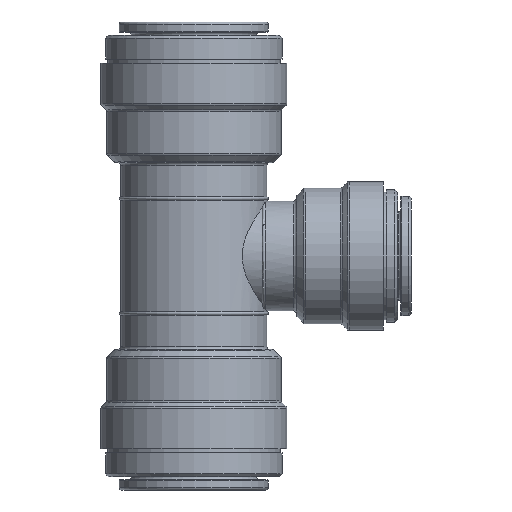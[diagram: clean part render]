
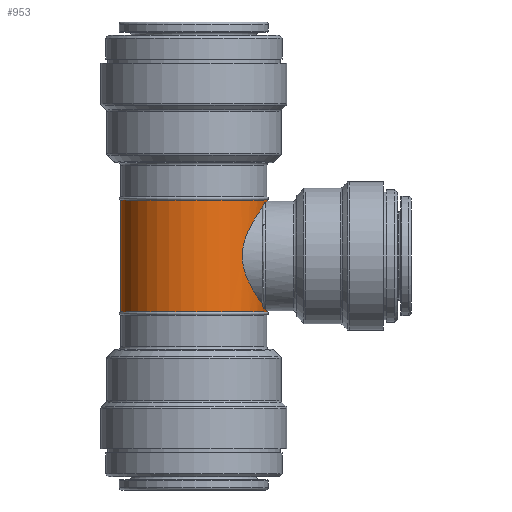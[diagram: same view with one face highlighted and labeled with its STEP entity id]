
A CAD part, left-side view. The second image highlights one B-rep face of the part: STEP entity #953.
In plain terms, the highlighted cylindrical face has radius 14 mm (diameter 28 mm), a full revolution.
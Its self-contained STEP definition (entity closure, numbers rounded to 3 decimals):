
#82=B_SPLINE_CURVE_WITH_KNOTS('',3,(#1626,#1627,#1628,#1629,#1630,#1631,
#1632,#1633,#1634,#1635,#1636),.UNSPECIFIED.,.F.,.F.,(4,1,1,1,1,1,1,1,4),
(0.005,0.008,0.011,0.014,
0.017,0.02,0.023,0.026,
0.029),.UNSPECIFIED.);
#83=B_SPLINE_CURVE_WITH_KNOTS('',3,(#1639,#1640,#1641,#1642,#1643,#1644,
#1645,#1646,#1647,#1648,#1649,#1650),.UNSPECIFIED.,.F.,.F.,(4,1,1,1,1,1,
1,1,1,4),(0.,0.,0.001,
0.001,0.001,0.002,0.002,
0.002,0.002,0.003),
 .UNSPECIFIED.);
#84=B_SPLINE_CURVE_WITH_KNOTS('',3,(#1652,#1653,#1654,#1655,#1656),
 .UNSPECIFIED.,.F.,.F.,(4,1,4),(0.066,0.069,0.072),
 .UNSPECIFIED.);
#85=B_SPLINE_CURVE_WITH_KNOTS('',3,(#1658,#1659,#1660,#1661,#1662,#1663,
#1664,#1665,#1666,#1667,#1668,#1669),.UNSPECIFIED.,.F.,.F.,(4,1,1,1,1,1,
1,1,1,4),(0.004,0.004,0.005,0.005,
0.005,0.006,0.006,0.006,
0.006,0.007),.UNSPECIFIED.);
#86=B_SPLINE_CURVE_WITH_KNOTS('',3,(#1671,#1672,#1673,#1674,#1675,#1676,
#1677,#1678,#1679,#1680,#1681),.UNSPECIFIED.,.F.,.F.,(4,1,1,1,1,1,1,1,4),
(0.04,0.043,0.046,0.049,
0.052,0.055,0.058,0.061,
0.064),.UNSPECIFIED.);
#87=B_SPLINE_CURVE_WITH_KNOTS('',3,(#1683,#1684,#1685,#1686,#1687,#1688,
#1689,#1690,#1691,#1692,#1693,#1694),.UNSPECIFIED.,.F.,.F.,(4,1,1,1,1,1,
1,1,1,4),(0.003,0.004,0.004,0.004,
0.004,0.005,0.005,0.005,
0.006,0.006),.UNSPECIFIED.);
#88=B_SPLINE_CURVE_WITH_KNOTS('',3,(#1696,#1697,#1698,#1699,#1700),
 .UNSPECIFIED.,.F.,.F.,(4,1,4),(0.031,0.034,0.037),
 .UNSPECIFIED.);
#89=B_SPLINE_CURVE_WITH_KNOTS('',3,(#1702,#1703,#1704,#1705,#1706,#1707,
#1708,#1709,#1710,#1711,#1712,#1713),.UNSPECIFIED.,.F.,.F.,(4,1,1,1,1,1,
1,1,1,4),(0.003,0.003,0.003,0.004,
0.004,0.004,0.005,0.005,
0.005,0.005),.UNSPECIFIED.);
#93=ORIENTED_EDGE('',*,*,#289,.F.);
#94=ORIENTED_EDGE('',*,*,#290,.T.);
#95=ORIENTED_EDGE('',*,*,#291,.F.);
#96=ORIENTED_EDGE('',*,*,#292,.T.);
#97=ORIENTED_EDGE('',*,*,#293,.F.);
#98=ORIENTED_EDGE('',*,*,#294,.T.);
#99=ORIENTED_EDGE('',*,*,#295,.F.);
#100=ORIENTED_EDGE('',*,*,#296,.T.);
#101=ORIENTED_EDGE('',*,*,#297,.F.);
#102=ORIENTED_EDGE('',*,*,#298,.T.);
#289=EDGE_CURVE('',#387,#387,#480,.T.);
#290=EDGE_CURVE('',#388,#388,#481,.T.);
#291=EDGE_CURVE('',#389,#390,#82,.T.);
#292=EDGE_CURVE('',#389,#391,#83,.T.);
#293=EDGE_CURVE('',#392,#391,#84,.T.);
#294=EDGE_CURVE('',#392,#393,#85,.T.);
#295=EDGE_CURVE('',#394,#393,#86,.T.);
#296=EDGE_CURVE('',#394,#395,#87,.T.);
#297=EDGE_CURVE('',#396,#395,#88,.T.);
#298=EDGE_CURVE('',#396,#390,#89,.T.);
#387=VERTEX_POINT('',#1623);
#388=VERTEX_POINT('',#1625);
#389=VERTEX_POINT('',#1637);
#390=VERTEX_POINT('',#1638);
#391=VERTEX_POINT('',#1651);
#392=VERTEX_POINT('',#1657);
#393=VERTEX_POINT('',#1670);
#394=VERTEX_POINT('',#1682);
#395=VERTEX_POINT('',#1695);
#396=VERTEX_POINT('',#1701);
#480=CIRCLE('',#1059,14.);
#481=CIRCLE('',#1060,14.);
#570=EDGE_LOOP('',(#93));
#571=EDGE_LOOP('',(#94));
#572=EDGE_LOOP('',(#95,#96,#97,#98,#99,#100,#101,#102));
#748=FACE_BOUND('',#570,.T.);
#749=FACE_BOUND('',#571,.T.);
#750=FACE_BOUND('',#572,.T.);
#924=CYLINDRICAL_SURFACE('',#1058,14.);
#953=ADVANCED_FACE('',(#748,#749,#750),#924,.T.);
#1058=AXIS2_PLACEMENT_3D('',#1621,#1242,#1243);
#1059=AXIS2_PLACEMENT_3D('',#1622,#1244,#1245);
#1060=AXIS2_PLACEMENT_3D('',#1624,#1246,#1247);
#1242=DIRECTION('',(0.,0.,1.));
#1243=DIRECTION('',(1.,0.,0.));
#1244=DIRECTION('',(0.,0.,1.));
#1245=DIRECTION('',(1.,0.,0.));
#1246=DIRECTION('',(0.,0.,1.));
#1247=DIRECTION('',(1.,0.,0.));
#1621=CARTESIAN_POINT('',(0.,0.,44.8));
#1622=CARTESIAN_POINT('',(0.,0.,10.7));
#1623=CARTESIAN_POINT('',(14.,0.,10.7));
#1624=CARTESIAN_POINT('',(0.,0.,-10.7));
#1625=CARTESIAN_POINT('',(14.,0.,-10.7));
#1626=CARTESIAN_POINT('',(-4.939,-13.1,9.266));
#1627=CARTESIAN_POINT('',(-5.779,-12.783,8.818));
#1628=CARTESIAN_POINT('',(-7.304,-12.021,7.711));
#1629=CARTESIAN_POINT('',(-9.038,-10.749,5.574));
#1630=CARTESIAN_POINT('',(-10.201,-9.612,3.007));
#1631=CARTESIAN_POINT('',(-10.65,-9.084,0.));
#1632=CARTESIAN_POINT('',(-10.201,-9.612,-3.007));
#1633=CARTESIAN_POINT('',(-9.037,-10.751,-5.578));
#1634=CARTESIAN_POINT('',(-7.294,-12.026,-7.718));
#1635=CARTESIAN_POINT('',(-5.784,-12.781,-8.815));
#1636=CARTESIAN_POINT('',(-4.939,-13.1,-9.266));
#1637=CARTESIAN_POINT('',(-4.939,-13.1,9.266));
#1638=CARTESIAN_POINT('',(-4.939,-13.1,-9.266));
#1639=CARTESIAN_POINT('',(-4.939,-13.1,9.266));
#1640=CARTESIAN_POINT('',(-4.939,-13.1,9.373));
#1641=CARTESIAN_POINT('',(-4.794,-13.154,9.546));
#1642=CARTESIAN_POINT('',(-4.569,-13.234,9.74));
#1643=CARTESIAN_POINT('',(-4.311,-13.321,9.897));
#1644=CARTESIAN_POINT('',(-4.035,-13.407,10.024));
#1645=CARTESIAN_POINT('',(-3.75,-13.489,10.119));
#1646=CARTESIAN_POINT('',(-3.459,-13.567,10.185));
#1647=CARTESIAN_POINT('',(-3.198,-13.63,10.209));
#1648=CARTESIAN_POINT('',(-3.003,-13.675,10.198));
#1649=CARTESIAN_POINT('',(-2.883,-13.7,10.15));
#1650=CARTESIAN_POINT('',(-2.883,-13.7,10.097));
#1651=CARTESIAN_POINT('',(-2.883,-13.7,10.097));
#1652=CARTESIAN_POINT('',(2.883,-13.7,10.097));
#1653=CARTESIAN_POINT('',(1.959,-13.894,10.36));
#1654=CARTESIAN_POINT('',(-0.024,-14.105,10.639));
#1655=CARTESIAN_POINT('',(-1.955,-13.895,10.361));
#1656=CARTESIAN_POINT('',(-2.883,-13.7,10.097));
#1657=CARTESIAN_POINT('',(2.883,-13.7,10.097));
#1658=CARTESIAN_POINT('',(2.883,-13.7,10.097));
#1659=CARTESIAN_POINT('',(2.883,-13.7,10.149));
#1660=CARTESIAN_POINT('',(3.001,-13.675,10.197));
#1661=CARTESIAN_POINT('',(3.193,-13.632,10.209));
#1662=CARTESIAN_POINT('',(3.449,-13.57,10.187));
#1663=CARTESIAN_POINT('',(3.746,-13.491,10.12));
#1664=CARTESIAN_POINT('',(4.034,-13.407,10.024));
#1665=CARTESIAN_POINT('',(4.309,-13.321,9.898));
#1666=CARTESIAN_POINT('',(4.568,-13.235,9.741));
#1667=CARTESIAN_POINT('',(4.794,-13.154,9.546));
#1668=CARTESIAN_POINT('',(4.939,-13.1,9.372));
#1669=CARTESIAN_POINT('',(4.939,-13.1,9.266));
#1670=CARTESIAN_POINT('',(4.939,-13.1,9.266));
#1671=CARTESIAN_POINT('',(4.939,-13.1,-9.266));
#1672=CARTESIAN_POINT('',(5.779,-12.783,-8.818));
#1673=CARTESIAN_POINT('',(7.306,-12.021,-7.711));
#1674=CARTESIAN_POINT('',(9.042,-10.745,-5.566));
#1675=CARTESIAN_POINT('',(10.198,-9.615,-3.016));
#1676=CARTESIAN_POINT('',(10.651,-9.083,0.011));
#1677=CARTESIAN_POINT('',(10.199,-9.615,3.016));
#1678=CARTESIAN_POINT('',(9.027,-10.758,5.592));
#1679=CARTESIAN_POINT('',(7.295,-12.026,7.718));
#1680=CARTESIAN_POINT('',(5.774,-12.785,8.821));
#1681=CARTESIAN_POINT('',(4.939,-13.1,9.266));
#1682=CARTESIAN_POINT('',(4.939,-13.1,-9.266));
#1683=CARTESIAN_POINT('',(4.939,-13.1,-9.266));
#1684=CARTESIAN_POINT('',(4.939,-13.1,-9.372));
#1685=CARTESIAN_POINT('',(4.794,-13.154,-9.546));
#1686=CARTESIAN_POINT('',(4.572,-13.233,-9.739));
#1687=CARTESIAN_POINT('',(4.312,-13.321,-9.896));
#1688=CARTESIAN_POINT('',(4.041,-13.405,-10.021));
#1689=CARTESIAN_POINT('',(3.754,-13.488,-10.118));
#1690=CARTESIAN_POINT('',(3.458,-13.567,-10.185));
#1691=CARTESIAN_POINT('',(3.198,-13.631,-10.209));
#1692=CARTESIAN_POINT('',(3.002,-13.675,-10.198));
#1693=CARTESIAN_POINT('',(2.883,-13.7,-10.15));
#1694=CARTESIAN_POINT('',(2.883,-13.7,-10.097));
#1695=CARTESIAN_POINT('',(2.883,-13.7,-10.097));
#1696=CARTESIAN_POINT('',(-2.883,-13.7,-10.097));
#1697=CARTESIAN_POINT('',(-1.958,-13.895,-10.361));
#1698=CARTESIAN_POINT('',(-0.007,-14.105,-10.64));
#1699=CARTESIAN_POINT('',(1.959,-13.894,-10.36));
#1700=CARTESIAN_POINT('',(2.883,-13.7,-10.097));
#1701=CARTESIAN_POINT('',(-2.883,-13.7,-10.097));
#1702=CARTESIAN_POINT('',(-2.883,-13.7,-10.097));
#1703=CARTESIAN_POINT('',(-2.883,-13.7,-10.15));
#1704=CARTESIAN_POINT('',(-3.002,-13.675,-10.198));
#1705=CARTESIAN_POINT('',(-3.197,-13.631,-10.209));
#1706=CARTESIAN_POINT('',(-3.453,-13.569,-10.186));
#1707=CARTESIAN_POINT('',(-3.748,-13.49,-10.12));
#1708=CARTESIAN_POINT('',(-4.032,-13.408,-10.025));
#1709=CARTESIAN_POINT('',(-4.304,-13.323,-9.901));
#1710=CARTESIAN_POINT('',(-4.564,-13.236,-9.744));
#1711=CARTESIAN_POINT('',(-4.79,-13.156,-9.55));
#1712=CARTESIAN_POINT('',(-4.939,-13.1,-9.374));
#1713=CARTESIAN_POINT('',(-4.939,-13.1,-9.266));
